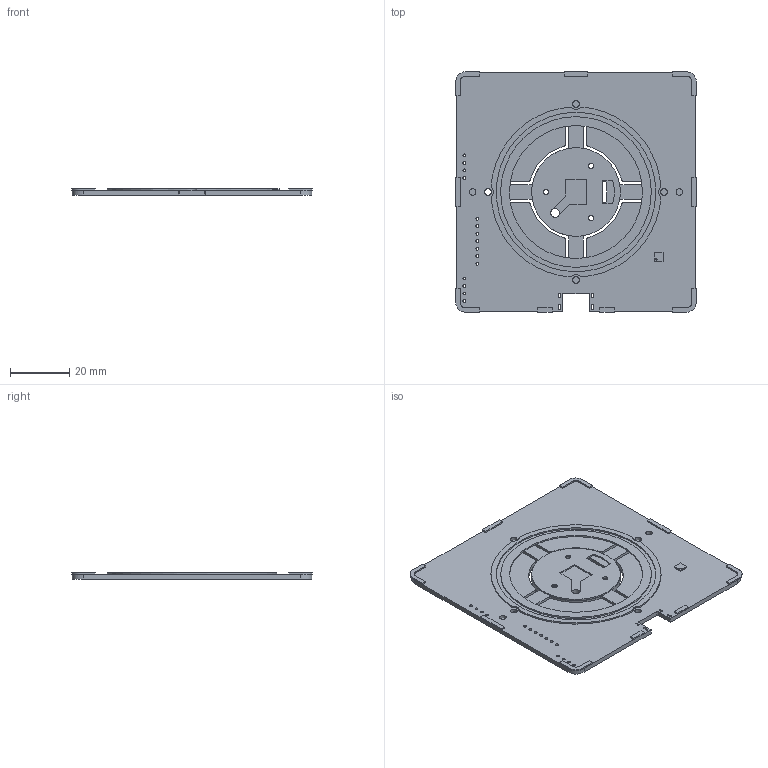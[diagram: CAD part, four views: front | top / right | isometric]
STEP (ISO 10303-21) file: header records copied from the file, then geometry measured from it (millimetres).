
FILE_DESCRIPTION(('KiCad electronic assembly'),'2;1');
FILE_NAME('view_base2.step','2023-12-17T17:06:17',('Pcbnew'),('Kicad'), 'Open CASCADE STEP processor 7.6','KiCad to STEP converter','Unknown' );
FILE_SCHEMA(('AUTOMOTIVE_DESIGN { 1 0 10303 214 1 1 1 1 }'));
Length unit declared in the file: millimetre
Products named in the file (6): view_base2 1; ViewKeepouts3d; COMPOUND; UQFN-20-1EP_3x3mm_P0.4mm_EP1.85x1.85mm; SOLID; view_base PCB
Assembly tree (5 placements, depth 3):
  view_base2 1
    ViewKeepouts3d
      COMPOUND
    UQFN-20-1EP_3x3mm_P0.4mm_EP1.85x1.85mm
      SOLID
    view_base PCB
Bounding box: 81.4 x 81.4 x 2.22 mm (x, y, z)
Volume: 11127.7 mm3; surface area: 18807.3 mm2
Topology: 24 solids, 24 shells, 454 faces, 1212 edges, 808 vertices
Faces by surface type: bspline 337, cylinder 79, plane 38
Full cylindrical faces by diameter (mm): 0.3 x4, 1 x15, 1.7 x3, 2.2 x6, 3 x1
Entity records: 30229 total; most frequent: CARTESIAN_POINT 11070, ORIENTED_EDGE 2424, PCURVE 2424, DEFINITIONAL_REPRESENTATION 2424, B_SPLINE_CURVE_WITH_KNOTS 2317, DIRECTION 1281, EDGE_CURVE 1212, SURFACE_CURVE 1174
